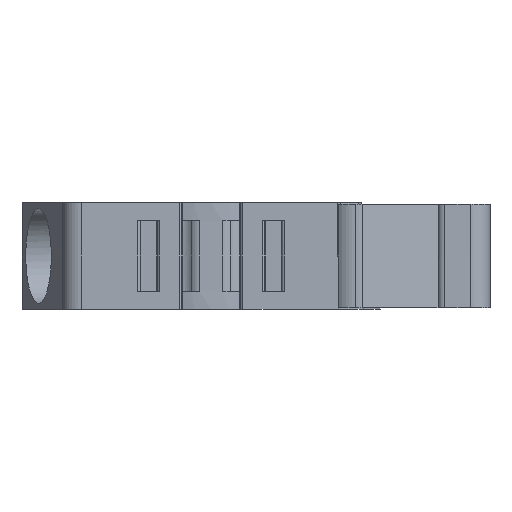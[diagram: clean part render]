
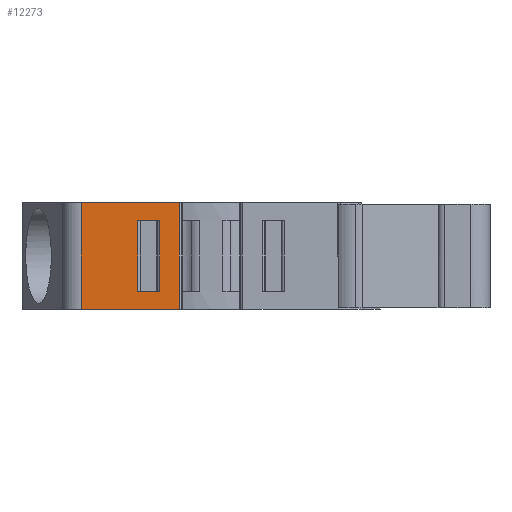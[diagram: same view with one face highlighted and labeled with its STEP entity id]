
A CAD part, left-side view. The second image highlights one B-rep face of the part: STEP entity #12273.
In plain terms, the highlighted planar face has unit normal (-1, 0, 0).
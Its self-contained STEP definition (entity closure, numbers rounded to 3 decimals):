
#2089 = CARTESIAN_POINT ( 'NONE',  ( 148.073, 27.026, -40.779 ) ) ;
#2093 = DIRECTION ( 'NONE',  ( 0., 0., 1. ) ) ;
#2111 = LINE ( 'NONE', #2089, #7517 ) ;
#2628 = LINE ( 'NONE', #2660, #7403 ) ;
#2635 = DIRECTION ( 'NONE',  ( 0., 1., 0. ) ) ;
#2660 = CARTESIAN_POINT ( 'NONE',  ( 148.073, 26.358, -20.7 ) ) ;
#2851 = EDGE_CURVE ( 'NONE', #13738, #13654, #8345, .T. ) ;
#2863 = EDGE_CURVE ( 'NONE', #13654, #13767, #8422, .T. ) ;
#2891 = EDGE_CURVE ( 'NONE', #13699, #13694, #8539, .T. ) ;
#2899 = EDGE_CURVE ( 'NONE', #13767, #13791, #8553, .T. ) ;
#2905 = EDGE_CURVE ( 'NONE', #13694, #13687, #8590, .T. ) ;
#2909 = EDGE_CURVE ( 'NONE', #13791, #13738, #8605, .T. ) ;
#2936 = EDGE_CURVE ( 'NONE', #13699, #13799, #2628, .T. ) ;
#3037 = EDGE_CURVE ( 'NONE', #13799, #13687, #2111, .T. ) ;
#4579 = CARTESIAN_POINT ( 'NONE',  ( 148.073, 27.026, -12.5 ) ) ;
#4585 = CARTESIAN_POINT ( 'NONE',  ( 148.073, 22.664, -13.9 ) ) ;
#4587 = CARTESIAN_POINT ( 'NONE',  ( 148.073, 22.664, -19.3 ) ) ;
#4592 = CARTESIAN_POINT ( 'NONE',  ( 148.073, 19.473, -12.5 ) ) ;
#4595 = CARTESIAN_POINT ( 'NONE',  ( 148.073, 19.473, -20.7 ) ) ;
#4663 = CARTESIAN_POINT ( 'NONE',  ( 148.073, 27.026, -20.7 ) ) ;
#4675 = CARTESIAN_POINT ( 'NONE',  ( 148.073, 20.968, -19.3 ) ) ;
#4686 = CARTESIAN_POINT ( 'NONE',  ( 148.073, 20.968, -13.9 ) ) ;
#7037 = AXIS2_PLACEMENT_3D ( 'NONE', #17308, #17293, #17294 ) ;
#7339 = VECTOR ( 'NONE', #8381, 1000. ) ;
#7376 = VECTOR ( 'NONE', #8416, 1000. ) ;
#7394 = VECTOR ( 'NONE', #8506, 1000. ) ;
#7395 = VECTOR ( 'NONE', #8593, 1000. ) ;
#7403 = VECTOR ( 'NONE', #2635, 1000. ) ;
#7410 = VECTOR ( 'NONE', #8629, 1000. ) ;
#7431 = VECTOR ( 'NONE', #8585, 1000. ) ;
#7517 = VECTOR ( 'NONE', #2093, 1000. ) ;
#8345 = LINE ( 'NONE', #8377, #7339 ) ;
#8377 = CARTESIAN_POINT ( 'NONE',  ( 148.073, 22.664, -20.75 ) ) ;
#8381 = DIRECTION ( 'NONE',  ( 0., 0., 1. ) ) ;
#8416 = DIRECTION ( 'NONE',  ( 0., -1., 0. ) ) ;
#8422 = LINE ( 'NONE', #8424, #7376 ) ;
#8424 = CARTESIAN_POINT ( 'NONE',  ( 148.073, 26.358, -13.9 ) ) ;
#8495 = CARTESIAN_POINT ( 'NONE',  ( 148.073, 19.473, -19.3 ) ) ;
#8506 = DIRECTION ( 'NONE',  ( 0., 0., 1. ) ) ;
#8539 = LINE ( 'NONE', #8495, #7394 ) ;
#8553 = LINE ( 'NONE', #8595, #7431 ) ;
#8560 = CARTESIAN_POINT ( 'NONE',  ( 148.073, 26.358, -12.5 ) ) ;
#8585 = DIRECTION ( 'NONE',  ( 0., 0., -1. ) ) ;
#8590 = LINE ( 'NONE', #8560, #7395 ) ;
#8593 = DIRECTION ( 'NONE',  ( 0., 1., 0. ) ) ;
#8595 = CARTESIAN_POINT ( 'NONE',  ( 148.073, 20.968, -19.3 ) ) ;
#8605 = LINE ( 'NONE', #8618, #7410 ) ;
#8618 = CARTESIAN_POINT ( 'NONE',  ( 148.073, 26.358, -19.3 ) ) ;
#8629 = DIRECTION ( 'NONE',  ( 0., 1., 0. ) ) ;
#12273 = ADVANCED_FACE ( 'NONE', ( #17307, #17290 ), #17291, .T. ) ;
#12987 = ORIENTED_EDGE ( 'NONE', *, *, #2905, .T. ) ;
#13036 = ORIENTED_EDGE ( 'NONE', *, *, #2936, .F. ) ;
#13062 = ORIENTED_EDGE ( 'NONE', *, *, #2851, .T. ) ;
#13066 = ORIENTED_EDGE ( 'NONE', *, *, #2863, .T. ) ;
#13068 = ORIENTED_EDGE ( 'NONE', *, *, #3037, .F. ) ;
#13075 = ORIENTED_EDGE ( 'NONE', *, *, #2891, .T. ) ;
#13087 = ORIENTED_EDGE ( 'NONE', *, *, #2909, .T. ) ;
#13093 = ORIENTED_EDGE ( 'NONE', *, *, #2899, .T. ) ;
#13654 = VERTEX_POINT ( 'NONE', #4585 ) ;
#13687 = VERTEX_POINT ( 'NONE', #4579 ) ;
#13694 = VERTEX_POINT ( 'NONE', #4592 ) ;
#13699 = VERTEX_POINT ( 'NONE', #4595 ) ;
#13738 = VERTEX_POINT ( 'NONE', #4587 ) ;
#13767 = VERTEX_POINT ( 'NONE', #4686 ) ;
#13791 = VERTEX_POINT ( 'NONE', #4675 ) ;
#13799 = VERTEX_POINT ( 'NONE', #4663 ) ;
#16544 = EDGE_LOOP ( 'NONE', ( #13075, #12987, #13068, #13036 ) ) ;
#16548 = EDGE_LOOP ( 'NONE', ( #13066, #13093, #13087, #13062 ) ) ;
#17290 = FACE_BOUND ( 'NONE', #16548, .T. ) ;
#17291 = PLANE ( 'NONE',  #7037 ) ;
#17293 = DIRECTION ( 'NONE',  ( -1., 0., 0. ) ) ;
#17294 = DIRECTION ( 'NONE',  ( 0., -1., 0. ) ) ;
#17307 = FACE_OUTER_BOUND ( 'NONE', #16544, .T. ) ;
#17308 = CARTESIAN_POINT ( 'NONE',  ( 148.073, 26.358, -20.75 ) ) ;
